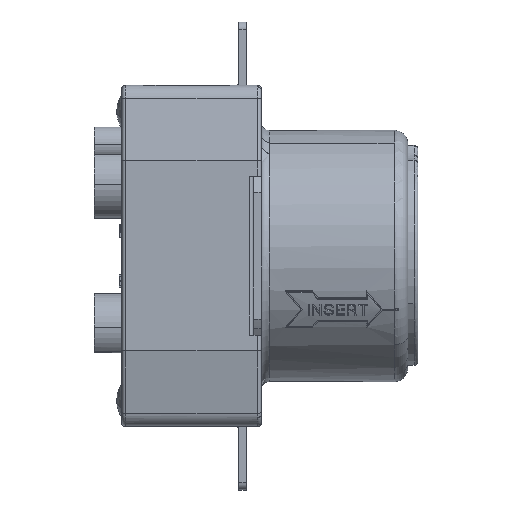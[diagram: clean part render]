
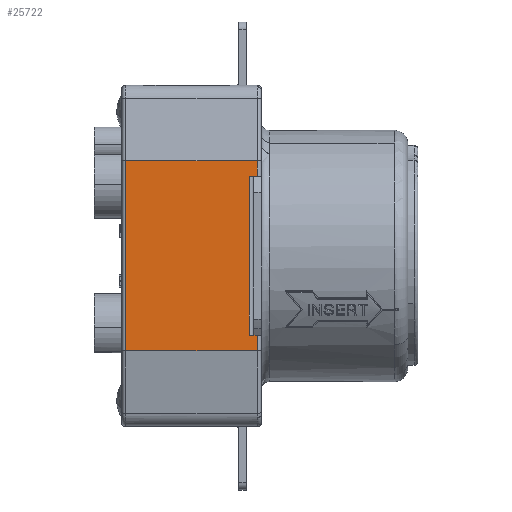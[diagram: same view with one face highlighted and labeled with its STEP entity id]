
A CAD part, top view. The second image highlights one B-rep face of the part: STEP entity #25722.
In plain terms, the highlighted planar face has unit normal (0, 0, 1).
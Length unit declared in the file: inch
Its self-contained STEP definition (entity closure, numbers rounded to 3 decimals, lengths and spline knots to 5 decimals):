
#488 = VECTOR ( 'NONE', #4533, 39.37008 ) ;
#670 = ORIENTED_EDGE ( 'NONE', *, *, #9740, .T. ) ;
#852 = LINE ( 'NONE', #16018, #36829 ) ;
#3507 = VECTOR ( 'NONE', #16445, 39.37008 ) ;
#4533 = DIRECTION ( 'NONE',  ( 0., 1., 0. ) ) ;
#4694 = DIRECTION ( 'NONE',  ( 0., 0., 1. ) ) ;
#7553 = CARTESIAN_POINT ( 'NONE',  ( -2.07196, -0.75, 1.05924 ) ) ;
#7935 = EDGE_CURVE ( 'NONE', #24023, #39623, #25827, .T. ) ;
#8693 = CARTESIAN_POINT ( 'NONE',  ( -1.01834, -0.75, 1.05924 ) ) ;
#9615 = ORIENTED_EDGE ( 'NONE', *, *, #35642, .F. ) ;
#9625 = EDGE_CURVE ( 'NONE', #34173, #35163, #852, .T. ) ;
#9740 = EDGE_CURVE ( 'NONE', #29194, #31035, #12678, .T. ) ;
#11242 = DIRECTION ( 'NONE',  ( 1., 0., 0. ) ) ;
#11770 = VECTOR ( 'NONE', #18391, 39.37008 ) ;
#12678 = LINE ( 'NONE', #27205, #31218 ) ;
#12758 = ORIENTED_EDGE ( 'NONE', *, *, #31535, .F. ) ;
#13041 = EDGE_CURVE ( 'NONE', #31035, #32615, #22193, .T. ) ;
#13345 = CARTESIAN_POINT ( 'NONE',  ( -1.266, -0.625, 1.05924 ) ) ;
#13501 = CARTESIAN_POINT ( 'NONE',  ( -1.328, 0.625, 1.05924 ) ) ;
#14780 = ORIENTED_EDGE ( 'NONE', *, *, #9625, .F. ) ;
#15052 = DIRECTION ( 'NONE',  ( 0., -1., 0. ) ) ;
#15501 = LINE ( 'NONE', #18388, #25446 ) ;
#15800 = EDGE_CURVE ( 'NONE', #39623, #32615, #31206, .T. ) ;
#15990 = CARTESIAN_POINT ( 'NONE',  ( -1.266, -0.75, 1.05924 ) ) ;
#16018 = CARTESIAN_POINT ( 'NONE',  ( -1.328, -0.492, 1.05924 ) ) ;
#16445 = DIRECTION ( 'NONE',  ( 0., 1., 0. ) ) ;
#16918 = CARTESIAN_POINT ( 'NONE',  ( -2.304, 0., 1.05924 ) ) ;
#17032 = DIRECTION ( 'NONE',  ( -1., 0., 0. ) ) ;
#18388 = CARTESIAN_POINT ( 'NONE',  ( -1.01834, -0.625, 1.05924 ) ) ;
#18391 = DIRECTION ( 'NONE',  ( -1., 0., 0. ) ) ;
#19184 = DIRECTION ( 'NONE',  ( -1., 0., 0. ) ) ;
#19636 = DIRECTION ( 'NONE',  ( -1., 0., 0. ) ) ;
#20137 = CARTESIAN_POINT ( 'NONE',  ( -1.01834, 0.625, 1.05924 ) ) ;
#21230 = VECTOR ( 'NONE', #17032, 39.37008 ) ;
#21254 = ORIENTED_EDGE ( 'NONE', *, *, #7935, .F. ) ;
#21313 = AXIS2_PLACEMENT_3D ( 'NONE', #7553, #4694, #19184 ) ;
#22193 = LINE ( 'NONE', #22427, #11770 ) ;
#22427 = CARTESIAN_POINT ( 'NONE',  ( -1.01834, 0.75, 1.05924 ) ) ;
#22753 = FACE_OUTER_BOUND ( 'NONE', #23112, .T. ) ;
#23071 = CARTESIAN_POINT ( 'NONE',  ( -1.266, -0.492, 1.05924 ) ) ;
#23112 = EDGE_LOOP ( 'NONE', ( #37241, #21254, #25035, #12758, #14780, #9615, #670, #43619 ) ) ;
#24023 = VERTEX_POINT ( 'NONE', #15990 ) ;
#24796 = CARTESIAN_POINT ( 'NONE',  ( -2.304, -0.75, 1.05924 ) ) ;
#25035 = ORIENTED_EDGE ( 'NONE', *, *, #30834, .T. ) ;
#25072 = VERTEX_POINT ( 'NONE', #13345 ) ;
#25446 = VECTOR ( 'NONE', #11242, 39.37008 ) ;
#25722 = ADVANCED_FACE ( 'NONE', ( #22753 ), #37249, .T. ) ;
#25827 = LINE ( 'NONE', #8693, #28962 ) ;
#27114 = LINE ( 'NONE', #23071, #488 ) ;
#27205 = CARTESIAN_POINT ( 'NONE',  ( -1.266, -0.492, 1.05924 ) ) ;
#28962 = VECTOR ( 'NONE', #19636, 39.37008 ) ;
#29194 = VERTEX_POINT ( 'NONE', #35106 ) ;
#30834 = EDGE_CURVE ( 'NONE', #24023, #25072, #27114, .T. ) ;
#31035 = VERTEX_POINT ( 'NONE', #45673 ) ;
#31206 = LINE ( 'NONE', #16918, #3507 ) ;
#31218 = VECTOR ( 'NONE', #45517, 39.37008 ) ;
#31535 = EDGE_CURVE ( 'NONE', #35163, #25072, #15501, .T. ) ;
#32615 = VERTEX_POINT ( 'NONE', #37672 ) ;
#34173 = VERTEX_POINT ( 'NONE', #13501 ) ;
#35106 = CARTESIAN_POINT ( 'NONE',  ( -1.266, 0.625, 1.05924 ) ) ;
#35163 = VERTEX_POINT ( 'NONE', #44432 ) ;
#35642 = EDGE_CURVE ( 'NONE', #29194, #34173, #41768, .T. ) ;
#36829 = VECTOR ( 'NONE', #15052, 39.37008 ) ;
#37241 = ORIENTED_EDGE ( 'NONE', *, *, #15800, .F. ) ;
#37249 = PLANE ( 'NONE',  #21313 ) ;
#37672 = CARTESIAN_POINT ( 'NONE',  ( -2.304, 0.75, 1.05924 ) ) ;
#39623 = VERTEX_POINT ( 'NONE', #24796 ) ;
#41768 = LINE ( 'NONE', #20137, #21230 ) ;
#43619 = ORIENTED_EDGE ( 'NONE', *, *, #13041, .T. ) ;
#44432 = CARTESIAN_POINT ( 'NONE',  ( -1.328, -0.625, 1.05924 ) ) ;
#45517 = DIRECTION ( 'NONE',  ( 0., 1., 0. ) ) ;
#45673 = CARTESIAN_POINT ( 'NONE',  ( -1.266, 0.75, 1.05924 ) ) ;
